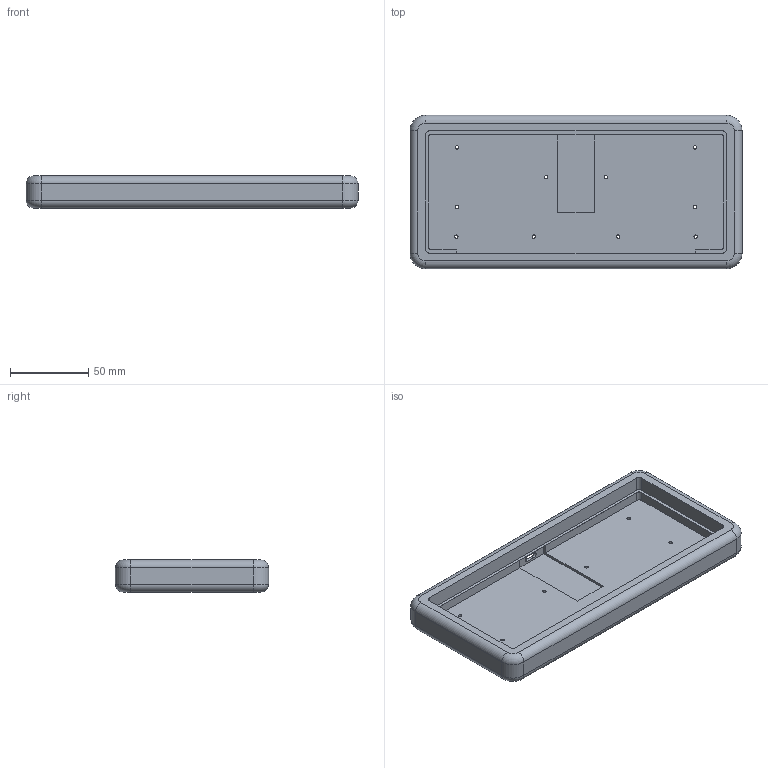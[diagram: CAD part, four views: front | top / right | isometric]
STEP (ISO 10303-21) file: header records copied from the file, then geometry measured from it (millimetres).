
FILE_DESCRIPTION(('HOOPS Exchange Step'),'2;1');
FILE_NAME('temp_export','2023-07-30T21:50:50+20:00',('jscotto'),('Shapr3D Limited'),'HOOPS Exchange 2023.1','Shapr3D','Authorized');
FILE_SCHEMA( ('AUTOMOTIVE_DESIGN { 1 0 10303 214 1 1 1 1 }') );
Length unit declared in the file: millimetre
Products named in the file (1): Case (Black Pico - 10u Spacebar)
Bounding box: 212.5 x 98.2 x 20.6 mm (x, y, z)
Volume: 154022.9 mm3; surface area: 62337.1 mm2
Topology: 1 solids, 1 shells, 103 faces, 286 edges, 184 vertices
Faces by surface type: cylinder 37, plane 36, torus 14, cone 14, sphere 2
Full cylindrical faces by diameter (mm): 2.2 x10
Entity records: 3429 total; most frequent: DIRECTION 632, CARTESIAN_POINT 605, ORIENTED_EDGE 568, EDGE_CURVE 284, AXIS2_PLACEMENT_3D 246, VERTEX_POINT 184, CIRCLE 142, VECTOR 140
